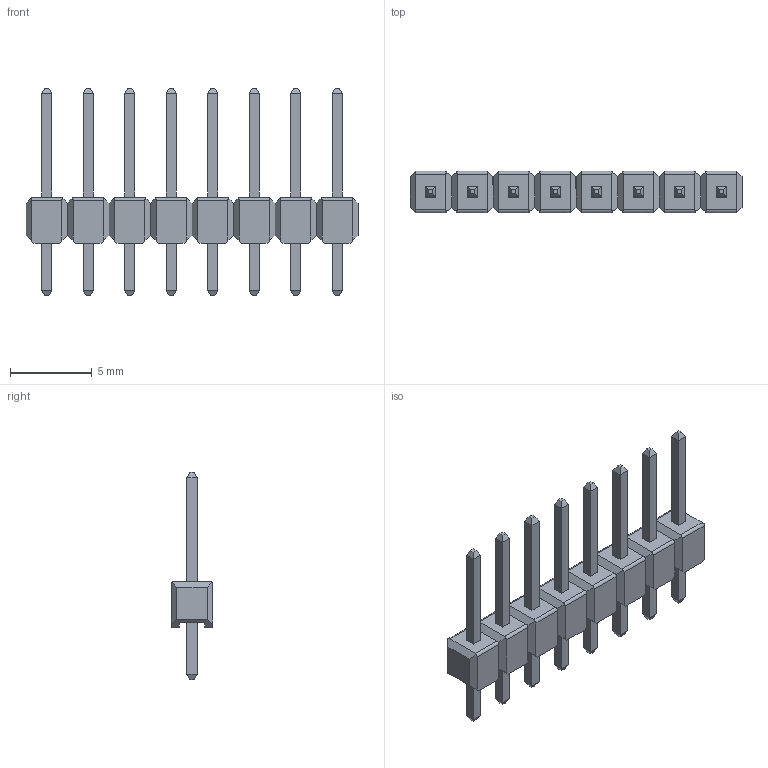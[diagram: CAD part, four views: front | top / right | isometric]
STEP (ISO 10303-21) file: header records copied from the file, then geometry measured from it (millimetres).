
FILE_DESCRIPTION(/* description */ (''),/* implementation_level */ '2;1');
FILE_NAME(/* name */ 'Pin Header 1x8 TH Pitch 2 (1)_ipt_10d584e2.STEP',/* time_stamp */ '2022-06-02T14:50:30+03:00',/* author */ ('Sulieman DAHER'),/* organization */ (''),/* preprocessor_version */ 'ST-DEVELOPER v16.13',/* originating_system */ 'Autodesk Inventor 2018',/* authorisation */ '');
FILE_SCHEMA (('AUTOMOTIVE_DESIGN { 1 0 10303 214 3 1 1 }'));
Length unit declared in the file: millimetre
Products named in the file (1): Pin Header 1x8 TH Pitch 2 (1)
Bounding box: 20.32 x 2.54 x 12.7 mm (x, y, z)
Volume: 39.3 mm3; surface area: 539.5 mm2
Topology: 8 solids, 16 shells, 290 faces, 752 edges, 480 vertices
Faces by surface type: plane 274, cylinder 16
Entity records: 8862 total; most frequent: CARTESIAN_POINT 1523, ORIENTED_EDGE 1448, DIRECTION 1398, EDGE_CURVE 752, LINE 688, VECTOR 688, VERTEX_POINT 480, AXIS2_PLACEMENT_3D 355
